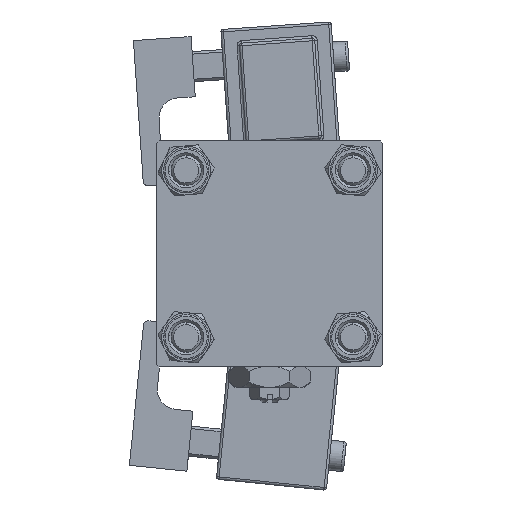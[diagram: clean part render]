
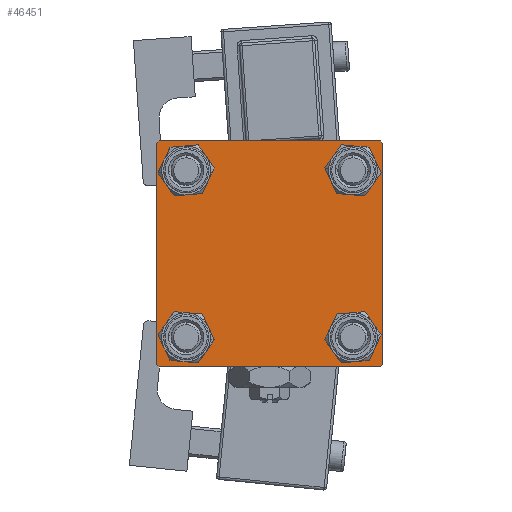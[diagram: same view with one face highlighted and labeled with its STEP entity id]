
A CAD part, left-side view. The second image highlights one B-rep face of the part: STEP entity #46451.
In plain terms, the highlighted planar face has unit normal (-1, 0, 0).
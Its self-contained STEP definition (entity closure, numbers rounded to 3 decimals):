
#537 = EDGE_LOOP ( 'NONE', ( #40030, #20285 ) ) ;
#567 = DIRECTION ( 'NONE',  ( 1., 0., 0. ) ) ;
#707 = CARTESIAN_POINT ( 'NONE',  ( 0., 16.6, 13.1 ) ) ;
#712 = EDGE_LOOP ( 'NONE', ( #53206, #41876 ) ) ;
#1190 = CARTESIAN_POINT ( 'NONE',  ( 0., 16.6, 20.1 ) ) ;
#1717 = CARTESIAN_POINT ( 'NONE',  ( 0., -22., 22.5 ) ) ;
#2353 = EDGE_LOOP ( 'NONE', ( #10673, #36372, #49565, #22557, #60488, #42232, #32477, #24157 ) ) ;
#2615 = DIRECTION ( 'NONE',  ( 0., 0.707, -0.707 ) ) ;
#2767 = VERTEX_POINT ( 'NONE', #8190 ) ;
#3244 = VERTEX_POINT ( 'NONE', #55724 ) ;
#3511 = DIRECTION ( 'NONE',  ( 0., 0., 1. ) ) ;
#4143 = CIRCLE ( 'NONE', #49742, 3.5 ) ;
#6310 = DIRECTION ( 'NONE',  ( 0., 0., 1. ) ) ;
#7097 = LINE ( 'NONE', #35652, #37544 ) ;
#7690 = CARTESIAN_POINT ( 'NONE',  ( 0., 22.25, 22.25 ) ) ;
#7727 = EDGE_CURVE ( 'NONE', #31298, #2767, #32474, .T. ) ;
#7741 = ORIENTED_EDGE ( 'NONE', *, *, #38998, .T. ) ;
#8190 = CARTESIAN_POINT ( 'NONE',  ( 0., 16.6, -13.1 ) ) ;
#10153 = VERTEX_POINT ( 'NONE', #60942 ) ;
#10302 = CARTESIAN_POINT ( 'NONE',  ( 0., 16.6, 16.6 ) ) ;
#10673 = ORIENTED_EDGE ( 'NONE', *, *, #27472, .T. ) ;
#11227 = AXIS2_PLACEMENT_3D ( 'NONE', #55583, #12734, #56844 ) ;
#11783 = FACE_BOUND ( 'NONE', #537, .T. ) ;
#11794 = LINE ( 'NONE', #16548, #57236 ) ;
#11856 = EDGE_CURVE ( 'NONE', #10153, #3244, #7097, .T. ) ;
#12342 = CARTESIAN_POINT ( 'NONE',  ( 0., 22.5, -22. ) ) ;
#12459 = LINE ( 'NONE', #7690, #36609 ) ;
#12518 = LINE ( 'NONE', #31863, #53922 ) ;
#12734 = DIRECTION ( 'NONE',  ( -1., 0., 0. ) ) ;
#12887 = CARTESIAN_POINT ( 'NONE',  ( 0., 22.5, -22.5 ) ) ;
#13901 = ORIENTED_EDGE ( 'NONE', *, *, #42795, .T. ) ;
#14199 = AXIS2_PLACEMENT_3D ( 'NONE', #35114, #567, #19889 ) ;
#16068 = VECTOR ( 'NONE', #48217, 1000. ) ;
#16537 = FACE_BOUND ( 'NONE', #34010, .T. ) ;
#16548 = CARTESIAN_POINT ( 'NONE',  ( 0., -22.25, -22.25 ) ) ;
#16772 = VECTOR ( 'NONE', #61052, 1000. ) ;
#17481 = FACE_OUTER_BOUND ( 'NONE', #2353, .T. ) ;
#19167 = CARTESIAN_POINT ( 'NONE',  ( 0., -16.6, -16.6 ) ) ;
#19266 = CARTESIAN_POINT ( 'NONE',  ( 0., 16.6, -20.1 ) ) ;
#19492 = DIRECTION ( 'NONE',  ( 1., 0., 0. ) ) ;
#19720 = EDGE_CURVE ( 'NONE', #10153, #47329, #31126, .T. ) ;
#19889 = DIRECTION ( 'NONE',  ( 0., 0., 1. ) ) ;
#20091 = CARTESIAN_POINT ( 'NONE',  ( 0., -16.6, 20.1 ) ) ;
#20227 = AXIS2_PLACEMENT_3D ( 'NONE', #19167, #33465, #57923 ) ;
#20285 = ORIENTED_EDGE ( 'NONE', *, *, #49066, .T. ) ;
#20418 = EDGE_CURVE ( 'NONE', #39638, #3244, #11794, .T. ) ;
#20879 = AXIS2_PLACEMENT_3D ( 'NONE', #47957, #28270, #37505 ) ;
#20943 = VERTEX_POINT ( 'NONE', #37717 ) ;
#21842 = AXIS2_PLACEMENT_3D ( 'NONE', #30396, #31352, #6310 ) ;
#22227 = DIRECTION ( 'NONE',  ( 0., 0.707, 0.707 ) ) ;
#22557 = ORIENTED_EDGE ( 'NONE', *, *, #20418, .T. ) ;
#24157 = ORIENTED_EDGE ( 'NONE', *, *, #48141, .T. ) ;
#24552 = FACE_BOUND ( 'NONE', #712, .T. ) ;
#24880 = EDGE_CURVE ( 'NONE', #2767, #31298, #60395, .T. ) ;
#25079 = VERTEX_POINT ( 'NONE', #35920 ) ;
#26262 = CIRCLE ( 'NONE', #45564, 3.5 ) ;
#26754 = DIRECTION ( 'NONE',  ( 0., 0., -1. ) ) ;
#27084 = DIRECTION ( 'NONE',  ( 0., -0.707, -0.707 ) ) ;
#27466 = DIRECTION ( 'NONE',  ( 0., -1., 0. ) ) ;
#27472 = EDGE_CURVE ( 'NONE', #47971, #34491, #55967, .T. ) ;
#27602 = CARTESIAN_POINT ( 'NONE',  ( 0., 16.6, 16.6 ) ) ;
#28270 = DIRECTION ( 'NONE',  ( 1., 0., 0. ) ) ;
#28846 = VERTEX_POINT ( 'NONE', #58711 ) ;
#29271 = VERTEX_POINT ( 'NONE', #1190 ) ;
#29619 = EDGE_CURVE ( 'NONE', #28846, #38520, #56395, .T. ) ;
#30396 = CARTESIAN_POINT ( 'NONE',  ( 0., 16.6, -16.6 ) ) ;
#30817 = CARTESIAN_POINT ( 'NONE',  ( 0., -22., -22.5 ) ) ;
#31126 = LINE ( 'NONE', #51457, #32897 ) ;
#31298 = VERTEX_POINT ( 'NONE', #19266 ) ;
#31352 = DIRECTION ( 'NONE',  ( 1., 0., 0. ) ) ;
#31863 = CARTESIAN_POINT ( 'NONE',  ( 0., 22.25, -22.25 ) ) ;
#32068 = DIRECTION ( 'NONE',  ( 1., 0., 0. ) ) ;
#32474 = CIRCLE ( 'NONE', #14199, 3.5 ) ;
#32477 = ORIENTED_EDGE ( 'NONE', *, *, #36130, .F. ) ;
#32897 = VECTOR ( 'NONE', #22227, 1000. ) ;
#33465 = DIRECTION ( 'NONE',  ( 1., 0., 0. ) ) ;
#33605 = CIRCLE ( 'NONE', #49842, 3.5 ) ;
#33913 = LINE ( 'NONE', #38063, #16068 ) ;
#34010 = EDGE_LOOP ( 'NONE', ( #49319, #47201 ) ) ;
#34191 = CARTESIAN_POINT ( 'NONE',  ( 0., -16.6, -20.1 ) ) ;
#34491 = VERTEX_POINT ( 'NONE', #12342 ) ;
#34542 = EDGE_LOOP ( 'NONE', ( #13901, #7741 ) ) ;
#35114 = CARTESIAN_POINT ( 'NONE',  ( 0., 16.6, -16.6 ) ) ;
#35360 = CIRCLE ( 'NONE', #59685, 3.5 ) ;
#35652 = CARTESIAN_POINT ( 'NONE',  ( 0., -22.5, 22.5 ) ) ;
#35920 = CARTESIAN_POINT ( 'NONE',  ( 0., 22., -22.5 ) ) ;
#36130 = EDGE_CURVE ( 'NONE', #40909, #47329, #33913, .T. ) ;
#36206 = PLANE ( 'NONE',  #11227 ) ;
#36372 = ORIENTED_EDGE ( 'NONE', *, *, #49833, .T. ) ;
#36609 = VECTOR ( 'NONE', #2615, 1000. ) ;
#37505 = DIRECTION ( 'NONE',  ( 0., 0., 1. ) ) ;
#37544 = VECTOR ( 'NONE', #26754, 1000. ) ;
#37717 = CARTESIAN_POINT ( 'NONE',  ( 0., -16.6, -13.1 ) ) ;
#38063 = CARTESIAN_POINT ( 'NONE',  ( 0., 22.5, 22.5 ) ) ;
#38520 = VERTEX_POINT ( 'NONE', #20091 ) ;
#38619 = CARTESIAN_POINT ( 'NONE',  ( 0., -16.6, -16.6 ) ) ;
#38857 = DIRECTION ( 'NONE',  ( 0., 0., 1. ) ) ;
#38998 = EDGE_CURVE ( 'NONE', #53078, #20943, #26262, .T. ) ;
#39216 = EDGE_CURVE ( 'NONE', #25079, #39638, #56380, .T. ) ;
#39239 = DIRECTION ( 'NONE',  ( 1., 0., 0. ) ) ;
#39638 = VERTEX_POINT ( 'NONE', #30817 ) ;
#40030 = ORIENTED_EDGE ( 'NONE', *, *, #45763, .T. ) ;
#40647 = CARTESIAN_POINT ( 'NONE',  ( 0., -16.6, 16.6 ) ) ;
#40713 = CARTESIAN_POINT ( 'NONE',  ( 0., 22.5, 22.5 ) ) ;
#40909 = VERTEX_POINT ( 'NONE', #60501 ) ;
#41226 = EDGE_CURVE ( 'NONE', #38520, #28846, #35360, .T. ) ;
#41515 = VECTOR ( 'NONE', #27466, 1000. ) ;
#41876 = ORIENTED_EDGE ( 'NONE', *, *, #7727, .T. ) ;
#42232 = ORIENTED_EDGE ( 'NONE', *, *, #19720, .T. ) ;
#42795 = EDGE_CURVE ( 'NONE', #20943, #53078, #61769, .T. ) ;
#45564 = AXIS2_PLACEMENT_3D ( 'NONE', #38619, #39239, #52609 ) ;
#45763 = EDGE_CURVE ( 'NONE', #29271, #51763, #4143, .T. ) ;
#46451 = ADVANCED_FACE ( 'NONE', ( #16537, #60040, #24552, #11783, #17481 ), #36206, .T. ) ;
#47201 = ORIENTED_EDGE ( 'NONE', *, *, #29619, .T. ) ;
#47329 = VERTEX_POINT ( 'NONE', #1717 ) ;
#47957 = CARTESIAN_POINT ( 'NONE',  ( 0., -16.6, 16.6 ) ) ;
#47971 = VERTEX_POINT ( 'NONE', #60770 ) ;
#48141 = EDGE_CURVE ( 'NONE', #40909, #47971, #12459, .T. ) ;
#48217 = DIRECTION ( 'NONE',  ( 0., -1., 0. ) ) ;
#49066 = EDGE_CURVE ( 'NONE', #51763, #29271, #33605, .T. ) ;
#49319 = ORIENTED_EDGE ( 'NONE', *, *, #41226, .T. ) ;
#49565 = ORIENTED_EDGE ( 'NONE', *, *, #39216, .T. ) ;
#49742 = AXIS2_PLACEMENT_3D ( 'NONE', #27602, #56205, #3511 ) ;
#49833 = EDGE_CURVE ( 'NONE', #34491, #25079, #12518, .T. ) ;
#49842 = AXIS2_PLACEMENT_3D ( 'NONE', #10302, #19492, #38857 ) ;
#50519 = DIRECTION ( 'NONE',  ( 0., -0.707, 0.707 ) ) ;
#51445 = DIRECTION ( 'NONE',  ( 0., 0., 1. ) ) ;
#51457 = CARTESIAN_POINT ( 'NONE',  ( 0., -22.25, 22.25 ) ) ;
#51763 = VERTEX_POINT ( 'NONE', #707 ) ;
#52609 = DIRECTION ( 'NONE',  ( 0., 0., 1. ) ) ;
#53078 = VERTEX_POINT ( 'NONE', #34191 ) ;
#53206 = ORIENTED_EDGE ( 'NONE', *, *, #24880, .T. ) ;
#53922 = VECTOR ( 'NONE', #27084, 1000. ) ;
#55583 = CARTESIAN_POINT ( 'NONE',  ( 0., 0., 0. ) ) ;
#55724 = CARTESIAN_POINT ( 'NONE',  ( 0., -22.5, -22. ) ) ;
#55967 = LINE ( 'NONE', #40713, #16772 ) ;
#56205 = DIRECTION ( 'NONE',  ( 1., 0., 0. ) ) ;
#56380 = LINE ( 'NONE', #12887, #41515 ) ;
#56395 = CIRCLE ( 'NONE', #20879, 3.5 ) ;
#56844 = DIRECTION ( 'NONE',  ( 0., 0., 1. ) ) ;
#57236 = VECTOR ( 'NONE', #50519, 1000. ) ;
#57923 = DIRECTION ( 'NONE',  ( 0., 0., 1. ) ) ;
#58711 = CARTESIAN_POINT ( 'NONE',  ( 0., -16.6, 13.1 ) ) ;
#59685 = AXIS2_PLACEMENT_3D ( 'NONE', #40647, #32068, #51445 ) ;
#60040 = FACE_BOUND ( 'NONE', #34542, .T. ) ;
#60395 = CIRCLE ( 'NONE', #21842, 3.5 ) ;
#60488 = ORIENTED_EDGE ( 'NONE', *, *, #11856, .F. ) ;
#60501 = CARTESIAN_POINT ( 'NONE',  ( 0., 22., 22.5 ) ) ;
#60770 = CARTESIAN_POINT ( 'NONE',  ( 0., 22.5, 22. ) ) ;
#60942 = CARTESIAN_POINT ( 'NONE',  ( 0., -22.5, 22. ) ) ;
#61052 = DIRECTION ( 'NONE',  ( 0., 0., -1. ) ) ;
#61769 = CIRCLE ( 'NONE', #20227, 3.5 ) ;
